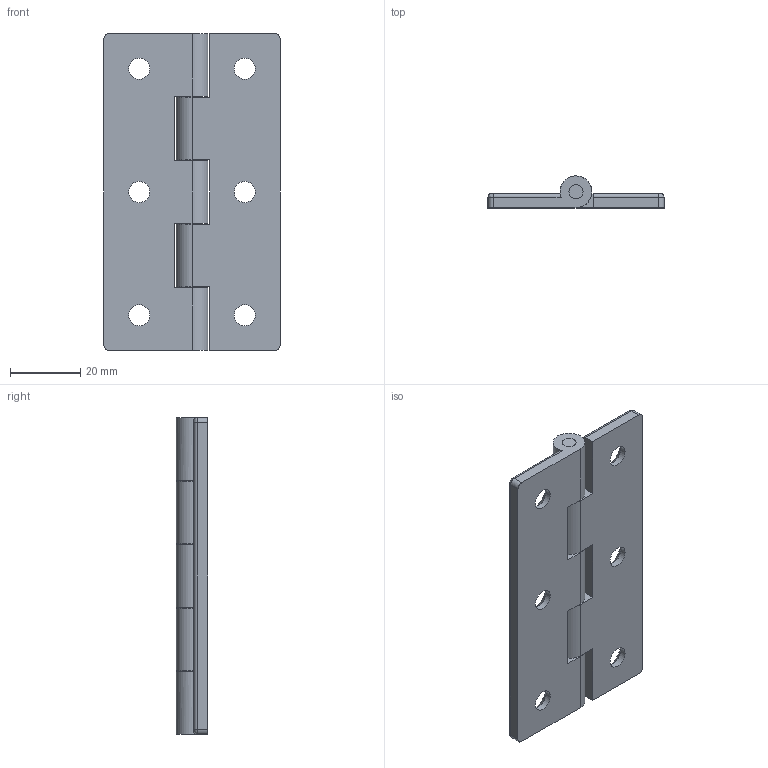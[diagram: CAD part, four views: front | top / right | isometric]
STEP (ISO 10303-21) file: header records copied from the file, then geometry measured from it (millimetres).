
FILE_DESCRIPTION(/* description */ (''),/* implementation_level */ '2;1');
FILE_NAME(/* name */ 'HC9050.stp',/* time_stamp */ '2022-09-05T15:55:46+09:00',/* author */ ('user'),/* organization */ (''),/* preprocessor_version */ 'ST-DEVELOPER v15.6',/* originating_system */ 'Autodesk Inventor 2015',/* authorisation */ '');
FILE_SCHEMA (('AUTOMOTIVE_DESIGN { 1 0 10303 214 3 1 1 }'));
Length unit declared in the file: millimetre
Products named in the file (4): HC9050_L; HC9050_R; HC9050_RING; HC9050
Bounding box: 50 x 9 x 90 mm (x, y, z)
Volume: 19539.5 mm3; surface area: 13754.4 mm2
Topology: 3 solids, 3 shells, 62 faces, 160 edges, 104 vertices
Faces by surface type: cylinder 27, plane 25, cone 6, bspline 4
Full cylindrical faces by diameter (mm): 4 x6, 6 x6
Entity records: 1932 total; most frequent: CARTESIAN_POINT 353, DIRECTION 326, ORIENTED_EDGE 272, EDGE_CURVE 136, AXIS2_PLACEMENT_3D 127, EDGE_LOOP 102, VERTEX_POINT 98, LINE 72
